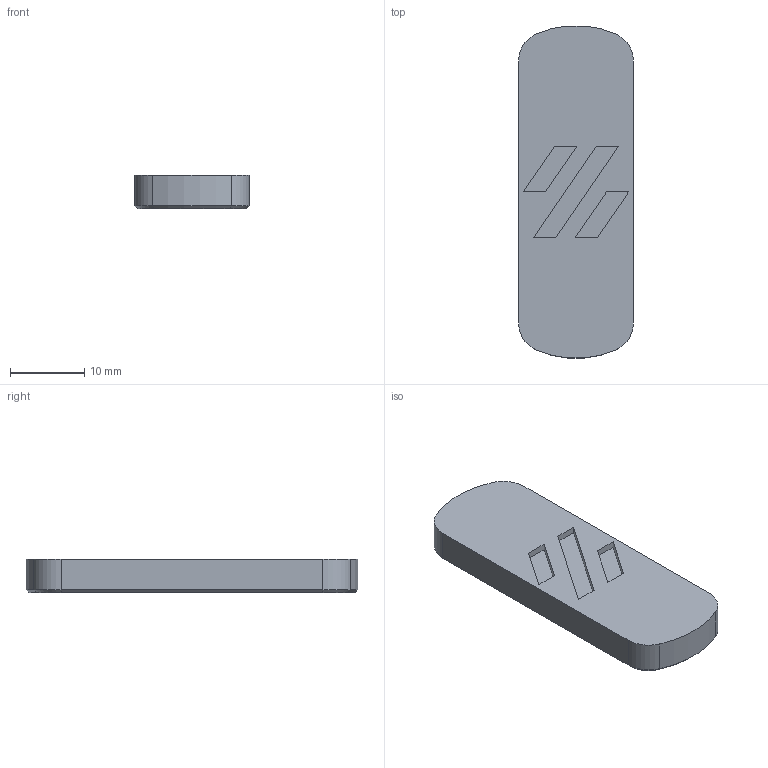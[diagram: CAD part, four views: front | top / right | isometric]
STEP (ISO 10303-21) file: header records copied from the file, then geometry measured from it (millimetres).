
FILE_DESCRIPTION(/* description */ (''),/* implementation_level */ '2;1');
FILE_NAME(/* name */ 'Cover_Squared.stp',/* time_stamp */ '2021-09-04T20:40:05+02:00',/* author */ ('Rama'),/* organization */ (''),/* preprocessor_version */ 'ST-DEVELOPER v18.1',/* originating_system */ 'Autodesk Inventor 2021',/* authorisation */ '');
FILE_SCHEMA (('AUTOMOTIVE_DESIGN { 1 0 10303 214 3 1 1 }'));
Length unit declared in the file: millimetre
Products named in the file (1): Cover_Squared
Bounding box: 15.5 x 44.82 x 4.5 mm (x, y, z)
Volume: 2591.6 mm3; surface area: 2073.2 mm2
Topology: 1 solids, 1 shells, 47 faces, 106 edges, 70 vertices
Faces by surface type: plane 27, cone 10, cylinder 10
Full cylindrical faces by diameter (mm): 5.8 x1, 6.05 x1, 7.1 x2
Entity records: 1377 total; most frequent: DIRECTION 242, CARTESIAN_POINT 224, ORIENTED_EDGE 212, EDGE_CURVE 106, AXIS2_PLACEMENT_3D 88, VERTEX_POINT 70, LINE 66, VECTOR 66
